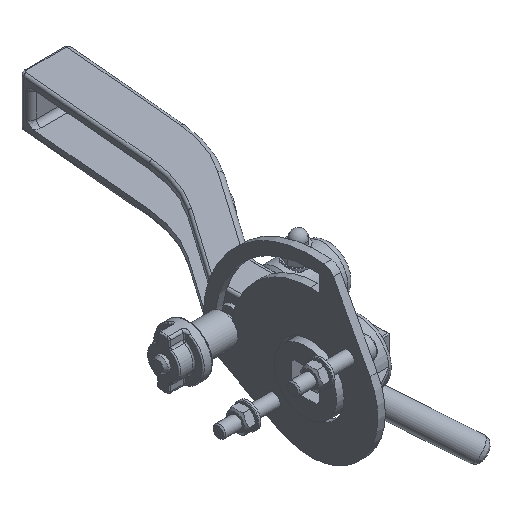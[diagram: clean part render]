
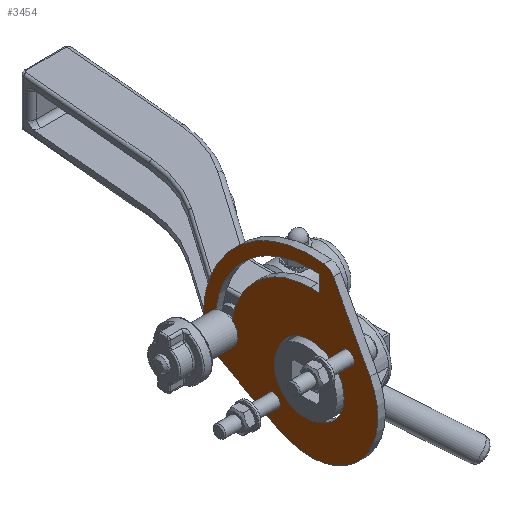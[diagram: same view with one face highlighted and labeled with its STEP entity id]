
A CAD part, isometric view. The second image highlights one B-rep face of the part: STEP entity #3454.
In plain terms, the highlighted planar face has unit normal (-1, 0, 0).
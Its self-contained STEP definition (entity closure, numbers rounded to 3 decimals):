
#3153=CARTESIAN_POINT('',(0.,31.341,4.755));
#3154=VERTEX_POINT('',#3153);
#3173=CARTESIAN_POINT('',(0.,37.941,5.23));
#3174=VERTEX_POINT('',#3173);
#3274=CARTESIAN_POINT('',(0.0,35.,0.));
#3275=DIRECTION('',(1.0,0.0,0.0));
#3276=DIRECTION('',(0.0,-1.0,0.0));
#3277=AXIS2_PLACEMENT_3D('',#3274,#3275,#3276);
#3278=CIRCLE('',#3277,6.);
#3279=EDGE_CURVE('',#3154,#3174,#3278,.T.);
#3319=CARTESIAN_POINT('',(0.0,7.058,7.058));
#3320=DIRECTION('',(1.0,0.0,0.0));
#3321=DIRECTION('',(0.0,0.0,-1.0));
#3322=AXIS2_PLACEMENT_3D('',#3319,#3320,#3321);
#3323=PLANE('',#3322);
#3324=CARTESIAN_POINT('',(0.0,-5.391,42.661));
#3325=VERTEX_POINT('',#3324);
#3326=CARTESIAN_POINT('',(0.0,-9.172,40.061));
#3327=VERTEX_POINT('',#3326);
#3328=CARTESIAN_POINT('',(0.0,-4.765,37.7));
#3329=DIRECTION('',(1.,0.0,0.0));
#3330=DIRECTION('',(0.0,-0.567,0.824));
#3331=AXIS2_PLACEMENT_3D('',#3328,#3329,#3330);
#3332=CIRCLE('',#3331,5.0);
#3333=EDGE_CURVE('',#3325,#3327,#3332,.T.);
#3334=ORIENTED_EDGE('',*,*,#3333,.F.);
#3335=CARTESIAN_POINT('',(0.0,42.661,-5.391));
#3336=VERTEX_POINT('',#3335);
#3337=CARTESIAN_POINT('',(0.0,0.0,0.0));
#3338=DIRECTION('',(-1.0,0.0,0.0));
#3339=DIRECTION('',(0.0,-0.983,0.186));
#3340=AXIS2_PLACEMENT_3D('',#3337,#3338,#3339);
#3341=CIRCLE('',#3340,43.);
#3342=EDGE_CURVE('',#3325,#3336,#3341,.T.);
#3343=ORIENTED_EDGE('',*,*,#3342,.T.);
#3344=CARTESIAN_POINT('',(0.0,40.061,-9.172));
#3345=VERTEX_POINT('',#3344);
#3346=CARTESIAN_POINT('',(0.0,37.7,-4.765));
#3347=DIRECTION('',(1.0,0.0,0.0));
#3348=DIRECTION('',(0.0,0.824,-0.567));
#3349=AXIS2_PLACEMENT_3D('',#3346,#3347,#3348);
#3350=CIRCLE('',#3349,5.0);
#3351=EDGE_CURVE('',#3345,#3336,#3350,.T.);
#3352=ORIENTED_EDGE('',*,*,#3351,.F.);
#3353=CARTESIAN_POINT('',(0.0,12.748,-23.801));
#3354=VERTEX_POINT('',#3353);
#3355=CARTESIAN_POINT('',(0.0,40.061,-9.172));
#3356=DIRECTION('',(0.0,-0.882,-0.472));
#3357=VECTOR('',#3356,30.984);
#3358=LINE('',#3355,#3357);
#3359=EDGE_CURVE('',#3345,#3354,#3358,.T.);
#3360=ORIENTED_EDGE('',*,*,#3359,.T.);
#3361=CARTESIAN_POINT('',(0.0,-23.801,12.748));
#3362=VERTEX_POINT('',#3361);
#3363=CARTESIAN_POINT('',(0.0,0.0,0.0));
#3364=DIRECTION('',(-1.0,0.0,0.0));
#3365=DIRECTION('',(0.0,0.882,-0.472));
#3366=AXIS2_PLACEMENT_3D('',#3363,#3364,#3365);
#3367=CIRCLE('',#3366,27.);
#3368=EDGE_CURVE('',#3354,#3362,#3367,.T.);
#3369=ORIENTED_EDGE('',*,*,#3368,.T.);
#3370=CARTESIAN_POINT('',(0.0,-23.801,12.748));
#3371=DIRECTION('',(0.0,0.472,0.882));
#3372=VECTOR('',#3371,30.984);
#3373=LINE('',#3370,#3372);
#3374=EDGE_CURVE('',#3362,#3327,#3373,.T.);
#3375=ORIENTED_EDGE('',*,*,#3374,.T.);
#3376=EDGE_LOOP('',(#3334,#3343,#3352,#3360,#3369,#3375));
#3377=FACE_OUTER_BOUND('',#3376,.T.);
#3378=CARTESIAN_POINT('',(0.0,13.5,0.));
#3379=VERTEX_POINT('',#3378);
#3380=CARTESIAN_POINT('',(0.0,0.0,0.0));
#3381=DIRECTION('',(1.0,0.0,0.0));
#3382=DIRECTION('',(0.0,-1.0,0.0));
#3383=AXIS2_PLACEMENT_3D('',#3380,#3381,#3382);
#3384=CIRCLE('',#3383,13.5);
#3385=EDGE_CURVE('',#3379,#3379,#3384,.T.);
#3386=ORIENTED_EDGE('',*,*,#3385,.T.);
#3387=EDGE_LOOP('',(#3386));
#3388=FACE_BOUND('',#3387,.T.);
#3389=CARTESIAN_POINT('',(0.0,-12.099,14.849));
#3390=VERTEX_POINT('',#3389);
#3391=CARTESIAN_POINT('',(0.0,-14.849,14.849));
#3392=DIRECTION('',(1.0,0.0,0.0));
#3393=DIRECTION('',(0.0,-1.0,0.0));
#3394=AXIS2_PLACEMENT_3D('',#3391,#3392,#3393);
#3395=CIRCLE('',#3394,2.75);
#3396=EDGE_CURVE('',#3390,#3390,#3395,.T.);
#3397=ORIENTED_EDGE('',*,*,#3396,.T.);
#3398=EDGE_LOOP('',(#3397));
#3399=FACE_BOUND('',#3398,.T.);
#3400=ORIENTED_EDGE('',*,*,#3279,.T.);
#3401=CARTESIAN_POINT('',(0.0,0.0,38.3));
#3402=VERTEX_POINT('',#3401);
#3403=CARTESIAN_POINT('',(0.0,0.0,0.0));
#3404=DIRECTION('',(1.0,0.0,0.0));
#3405=DIRECTION('',(0.0,1.0,0.0));
#3406=AXIS2_PLACEMENT_3D('',#3403,#3404,#3405);
#3407=CIRCLE('',#3406,38.3);
#3408=EDGE_CURVE('',#3174,#3402,#3407,.T.);
#3409=ORIENTED_EDGE('',*,*,#3408,.T.);
#3410=CARTESIAN_POINT('',(0.0,-3.5,38.3));
#3411=VERTEX_POINT('',#3410);
#3412=CARTESIAN_POINT('',(0.0,0.0,38.3));
#3413=DIRECTION('',(0.0,-1.0,0.0));
#3414=VECTOR('',#3413,3.5);
#3415=LINE('',#3412,#3414);
#3416=EDGE_CURVE('',#3402,#3411,#3415,.T.);
#3417=ORIENTED_EDGE('',*,*,#3416,.T.);
#3418=CARTESIAN_POINT('',(0.0,-3.5,31.7));
#3419=VERTEX_POINT('',#3418);
#3420=CARTESIAN_POINT('',(0.0,-3.5,38.3));
#3421=DIRECTION('',(0.0,0.0,-1.0));
#3422=VECTOR('',#3421,6.6);
#3423=LINE('',#3420,#3422);
#3424=EDGE_CURVE('',#3411,#3419,#3423,.T.);
#3425=ORIENTED_EDGE('',*,*,#3424,.T.);
#3426=CARTESIAN_POINT('',(0.0,0.0,31.7));
#3427=VERTEX_POINT('',#3426);
#3428=CARTESIAN_POINT('',(0.0,-3.5,31.7));
#3429=DIRECTION('',(0.0,1.0,0.0));
#3430=VECTOR('',#3429,3.5);
#3431=LINE('',#3428,#3430);
#3432=EDGE_CURVE('',#3419,#3427,#3431,.T.);
#3433=ORIENTED_EDGE('',*,*,#3432,.T.);
#3434=CARTESIAN_POINT('',(0.0,0.0,0.0));
#3435=DIRECTION('',(-1.0,0.0,0.0));
#3436=DIRECTION('',(0.0,-1.0,0.0));
#3437=AXIS2_PLACEMENT_3D('',#3434,#3435,#3436);
#3438=CIRCLE('',#3437,31.7);
#3439=EDGE_CURVE('',#3427,#3154,#3438,.T.);
#3440=ORIENTED_EDGE('',*,*,#3439,.T.);
#3441=EDGE_LOOP('',(#3400,#3409,#3417,#3425,#3433,#3440));
#3442=FACE_BOUND('',#3441,.T.);
#3443=CARTESIAN_POINT('',(0.0,17.599,-14.849));
#3444=VERTEX_POINT('',#3443);
#3445=CARTESIAN_POINT('',(0.0,14.849,-14.849));
#3446=DIRECTION('',(1.0,0.0,0.0));
#3447=DIRECTION('',(0.0,-1.0,0.0));
#3448=AXIS2_PLACEMENT_3D('',#3445,#3446,#3447);
#3449=CIRCLE('',#3448,2.75);
#3450=EDGE_CURVE('',#3444,#3444,#3449,.T.);
#3451=ORIENTED_EDGE('',*,*,#3450,.T.);
#3452=EDGE_LOOP('',(#3451));
#3453=FACE_BOUND('',#3452,.T.);
#3454=ADVANCED_FACE('',(#3377,#3388,#3399,#3442,#3453),#3323,.F.);
